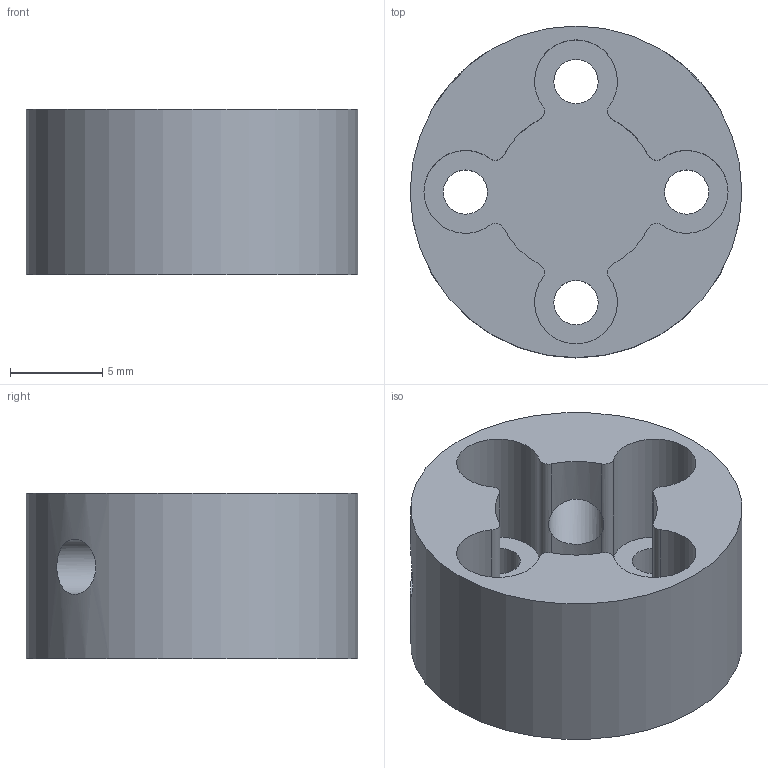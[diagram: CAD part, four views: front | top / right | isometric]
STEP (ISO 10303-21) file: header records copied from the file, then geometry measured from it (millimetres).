
FILE_DESCRIPTION(('STEP AP242'), '1');
FILE_NAME('Coupling Shaft Green Motor', '', ('UNSPECIFIED'), ('UNSPECIFIED'), 'ASCON STEP Converter 1.6', 'ASCON Math Kernel', '');
FILE_SCHEMA(('AP242_MANAGED_MODEL_BASED_3D_ENGINEERING_MIM_LF { 1 0 10303 442 1 1 4 }'));
Length unit declared in the file: millimetre
Bounding box: 18 x 18 x 9 mm (x, y, z)
Volume: 1395.8 mm3; surface area: 1492 mm2
Topology: 1 solids, 1 shells, 28 faces, 81 edges, 54 vertices
Faces by surface type: cylinder 25, plane 3
Full cylindrical faces by diameter (mm): 2.4 x4, 3 x2, 18 x1
Entity records: 1528 total; most frequent: CARTESIAN_POINT 514, DIRECTION 162, ORIENTED_EDGE 148, EDGE_CURVE 74, AXIS2_PLACEMENT_3D 71, VERTEX_POINT 54, EDGE_LOOP 46, CIRCLE 42
